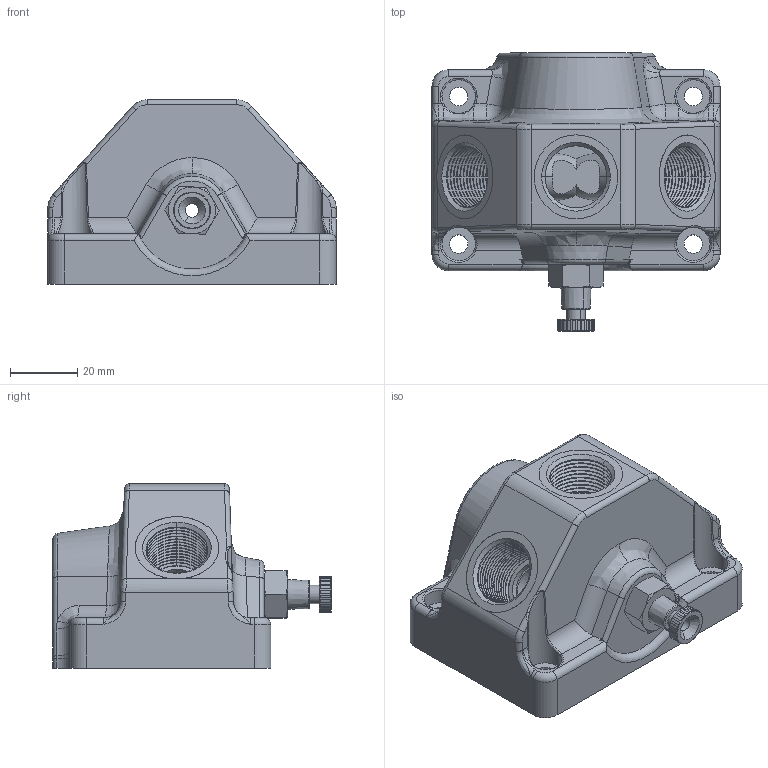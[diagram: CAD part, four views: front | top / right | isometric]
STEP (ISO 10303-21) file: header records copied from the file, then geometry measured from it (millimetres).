
FILE_DESCRIPTION (( 'STEP AP203' ), '1' );
FILE_NAME ('R241.012.003SC.STEP', '2016-10-21T09:20:42', ( 'Utente' ), ( '' ), 'SwSTEP 2.0', 'SolidWorks 2016', '' );
FILE_SCHEMA (( 'CONFIG_CONTROL_DESIGN' ));
Length unit declared in the file: millimetre
Products named in the file (1): R241.012.003SC
Bounding box: 86 x 83 x 55 mm (x, y, z)
Surface area: 36158.5 mm2 (no closed solid volume)
Topology: 0 solids, 57 shells, 625 faces, 1806 edges, 1135 vertices
Faces by surface type: cylinder 272, cone 116, plane 102, bspline 77, torus 55, sphere 3
Entity records: 24182 total; most frequent: CARTESIAN_POINT 8714, DIRECTION 3208, ORIENTED_EDGE 3085, EDGE_CURVE 1800, AXIS2_PLACEMENT_3D 1293, VERTEX_POINT 1135, CIRCLE 744, EDGE_LOOP 654
